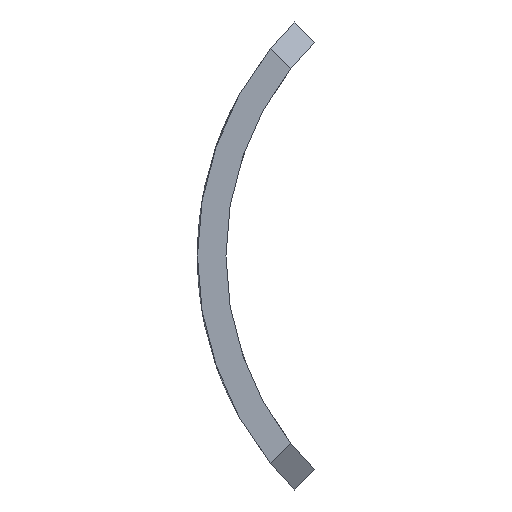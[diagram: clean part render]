
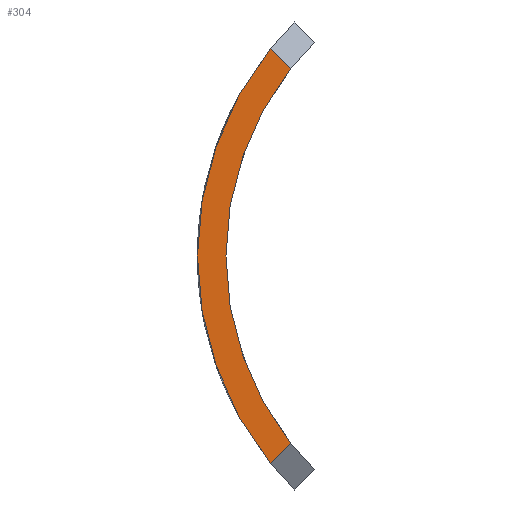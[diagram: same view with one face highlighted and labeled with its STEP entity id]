
A CAD part, left-side view. The second image highlights one B-rep face of the part: STEP entity #304.
In plain terms, the highlighted planar face has unit normal (-1, 0, 0).
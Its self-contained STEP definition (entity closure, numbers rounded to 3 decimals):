
#20 = DIRECTION ( 'NONE',  ( 0., 0., -1. ) ) ;
#26 = DIRECTION ( 'NONE',  ( 0., 0., -1. ) ) ;
#31 = CARTESIAN_POINT ( 'NONE',  ( 0., 0., 0. ) ) ;
#60 = VERTEX_POINT ( 'NONE', #837 ) ;
#81 = CARTESIAN_POINT ( 'NONE',  ( 0., 18.164, 14.648 ) ) ;
#89 = DIRECTION ( 'NONE',  ( 1., 0., 0. ) ) ;
#112 = CARTESIAN_POINT ( 'NONE',  ( 0., 16.646, 13.129 ) ) ;
#132 = EDGE_CURVE ( 'NONE', #60, #805, #224, .T. ) ;
#133 = DIRECTION ( 'NONE',  ( 0., 0., -1. ) ) ;
#159 = CARTESIAN_POINT ( 'NONE',  ( 0., 1.769, 1.767 ) ) ;
#162 = ORIENTED_EDGE ( 'NONE', *, *, #854, .T. ) ;
#210 = ORIENTED_EDGE ( 'NONE', *, *, #908, .T. ) ;
#224 = LINE ( 'NONE', #159, #536 ) ;
#225 = CARTESIAN_POINT ( 'NONE',  ( 0., 0., 0. ) ) ;
#242 = DIRECTION ( 'NONE',  ( 0., 0.707, 0.708 ) ) ;
#280 = DIRECTION ( 'NONE',  ( 0., -0.707, 0.708 ) ) ;
#281 = ORIENTED_EDGE ( 'NONE', *, *, #132, .T. ) ;
#304 = ADVANCED_FACE ( 'NONE', ( #675 ), #680, .F. ) ;
#415 = EDGE_CURVE ( 'NONE', #60, #849, #519, .T. ) ;
#449 = DIRECTION ( 'NONE',  ( 1., 0., 0. ) ) ;
#487 = DIRECTION ( 'NONE',  ( 1., 0., 0. ) ) ;
#519 = CIRCLE ( 'NONE', #672, 23.2 ) ;
#523 = VERTEX_POINT ( 'NONE', #112 ) ;
#536 = VECTOR ( 'NONE', #280, 1000. ) ;
#607 = EDGE_LOOP ( 'NONE', ( #663, #281, #210, #162 ) ) ;
#637 = CARTESIAN_POINT ( 'NONE',  ( 0., 16.646, -13.129 ) ) ;
#640 = AXIS2_PLACEMENT_3D ( 'NONE', #31, #89, #20 ) ;
#660 = CARTESIAN_POINT ( 'NONE',  ( 0., 18.068, 14.553 ) ) ;
#663 = ORIENTED_EDGE ( 'NONE', *, *, #415, .F. ) ;
#672 = AXIS2_PLACEMENT_3D ( 'NONE', #875, #449, #26 ) ;
#675 = FACE_OUTER_BOUND ( 'NONE', #607, .T. ) ;
#680 = PLANE ( 'NONE',  #640 ) ;
#711 = AXIS2_PLACEMENT_3D ( 'NONE', #225, #487, #133 ) ;
#726 = CIRCLE ( 'NONE', #711, 21.2 ) ;
#805 = VERTEX_POINT ( 'NONE', #637 ) ;
#823 = VECTOR ( 'NONE', #242, 1000. ) ;
#837 = CARTESIAN_POINT ( 'NONE',  ( 0., 18.068, -14.553 ) ) ;
#849 = VERTEX_POINT ( 'NONE', #660 ) ;
#854 = EDGE_CURVE ( 'NONE', #523, #849, #880, .T. ) ;
#875 = CARTESIAN_POINT ( 'NONE',  ( 0., 0., 0. ) ) ;
#880 = LINE ( 'NONE', #81, #823 ) ;
#908 = EDGE_CURVE ( 'NONE', #805, #523, #726, .T. ) ;
